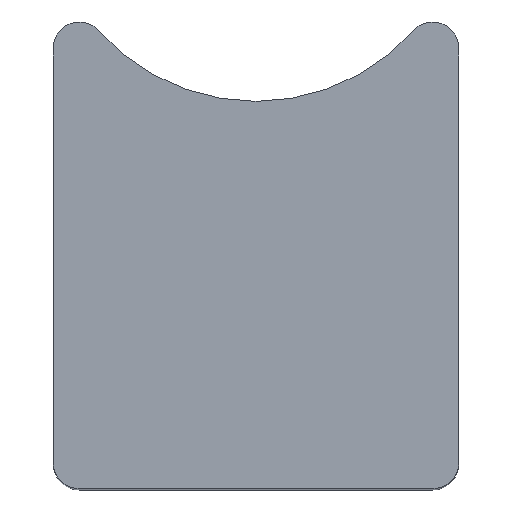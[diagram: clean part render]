
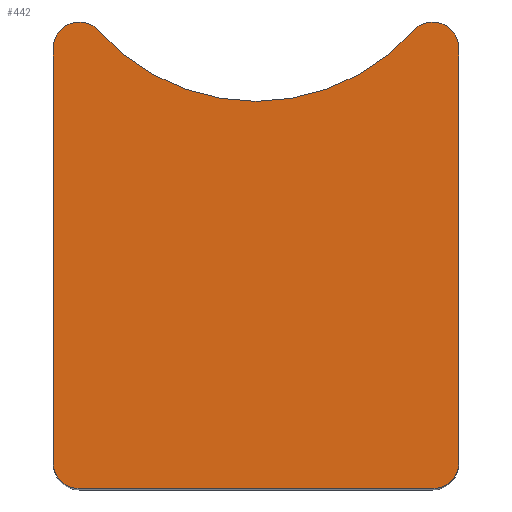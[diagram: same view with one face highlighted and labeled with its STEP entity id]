
A CAD part, top view. The second image highlights one B-rep face of the part: STEP entity #442.
In plain terms, the highlighted planar face has unit normal (0, 0, 1).
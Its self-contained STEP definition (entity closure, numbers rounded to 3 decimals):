
#32 = PLANE('',#33);
#33 = AXIS2_PLACEMENT_3D('',#34,#35,#36);
#34 = CARTESIAN_POINT('',(0.,-11.5,0.));
#35 = DIRECTION('',(-1.,0.,0.));
#36 = DIRECTION('',(0.,1.,0.));
#57 = VERTEX_POINT('',#58);
#58 = CARTESIAN_POINT('',(0.,-11.,15.));
#72 = CYLINDRICAL_SURFACE('',#73,0.5);
#73 = AXIS2_PLACEMENT_3D('',#74,#75,#76);
#74 = CARTESIAN_POINT('',(0.5,-11.,0.));
#75 = DIRECTION('',(0.,0.,1.));
#76 = DIRECTION('',(-1.,0.,0.));
#84 = EDGE_CURVE('',#57,#85,#87,.T.);
#85 = VERTEX_POINT('',#86);
#86 = CARTESIAN_POINT('',(0.,-3.024,15.));
#87 = SURFACE_CURVE('',#88,(#92,#99),.PCURVE_S1.);
#88 = LINE('',#89,#90);
#89 = CARTESIAN_POINT('',(0.,-11.5,15.));
#90 = VECTOR('',#91,1.);
#91 = DIRECTION('',(0.,1.,0.));
#92 = PCURVE('',#32,#93);
#93 = DEFINITIONAL_REPRESENTATION('',(#94),#98);
#94 = LINE('',#95,#96);
#95 = CARTESIAN_POINT('',(0.,-15.));
#96 = VECTOR('',#97,1.);
#97 = DIRECTION('',(1.,0.));
#98 = ( GEOMETRIC_REPRESENTATION_CONTEXT(2) 
PARAMETRIC_REPRESENTATION_CONTEXT() REPRESENTATION_CONTEXT('2D SPACE',''
  ) );
#99 = PCURVE('',#100,#105);
#100 = PLANE('',#101);
#101 = AXIS2_PLACEMENT_3D('',#102,#103,#104);
#102 = CARTESIAN_POINT('',(3.9,-5.75,15.));
#103 = DIRECTION('',(0.,0.,1.));
#104 = DIRECTION('',(1.,0.,0.));
#105 = DEFINITIONAL_REPRESENTATION('',(#106),#110);
#106 = LINE('',#107,#108);
#107 = CARTESIAN_POINT('',(-3.9,-5.75));
#108 = VECTOR('',#109,1.);
#109 = DIRECTION('',(0.,1.));
#110 = ( GEOMETRIC_REPRESENTATION_CONTEXT(2) 
PARAMETRIC_REPRESENTATION_CONTEXT() REPRESENTATION_CONTEXT('2D SPACE',''
  ) );
#126 = CYLINDRICAL_SURFACE('',#127,0.5);
#127 = AXIS2_PLACEMENT_3D('',#128,#129,#130);
#128 = CARTESIAN_POINT('',(0.5,-3.024,0.));
#129 = DIRECTION('',(0.,0.,1.));
#130 = DIRECTION('',(-1.,0.,0.));
#182 = PLANE('',#183);
#183 = AXIS2_PLACEMENT_3D('',#184,#185,#186);
#184 = CARTESIAN_POINT('',(7.8,-11.5,0.));
#185 = DIRECTION('',(0.,-1.,0.));
#186 = DIRECTION('',(-1.,0.,0.));
#211 = CYLINDRICAL_SURFACE('',#212,0.5);
#212 = AXIS2_PLACEMENT_3D('',#213,#214,#215);
#213 = CARTESIAN_POINT('',(7.3,-11.,0.));
#214 = DIRECTION('',(0.,0.,1.));
#215 = DIRECTION('',(0.,-1.,0.));
#239 = PLANE('',#240);
#240 = AXIS2_PLACEMENT_3D('',#241,#242,#243);
#241 = CARTESIAN_POINT('',(7.8,0.,0.));
#242 = DIRECTION('',(1.,0.,0.));
#243 = DIRECTION('',(0.,-1.,0.));
#272 = CYLINDRICAL_SURFACE('',#273,0.5);
#273 = AXIS2_PLACEMENT_3D('',#274,#275,#276);
#274 = CARTESIAN_POINT('',(7.3,-3.024,0.));
#275 = DIRECTION('',(0.,0.,1.));
#276 = DIRECTION('',(-0.747,0.665,0.));
#301 = CYLINDRICAL_SURFACE('',#302,4.05);
#302 = AXIS2_PLACEMENT_3D('',#303,#304,#305);
#303 = CARTESIAN_POINT('',(3.9,0.,15.));
#304 = DIRECTION('',(0.,0.,1.));
#305 = DIRECTION('',(1.,0.,0.));
#344 = VERTEX_POINT('',#345);
#345 = CARTESIAN_POINT('',(0.5,-11.5,15.));
#366 = EDGE_CURVE('',#57,#344,#367,.T.);
#367 = SURFACE_CURVE('',#368,(#373,#380),.PCURVE_S1.);
#368 = CIRCLE('',#369,0.5);
#369 = AXIS2_PLACEMENT_3D('',#370,#371,#372);
#370 = CARTESIAN_POINT('',(0.5,-11.,15.));
#371 = DIRECTION('',(-0.,0.,1.));
#372 = DIRECTION('',(0.,-1.,0.));
#373 = PCURVE('',#72,#374);
#374 = DEFINITIONAL_REPRESENTATION('',(#375),#379);
#375 = LINE('',#376,#377);
#376 = CARTESIAN_POINT('',(-4.712,15.));
#377 = VECTOR('',#378,1.);
#378 = DIRECTION('',(1.,0.));
#379 = ( GEOMETRIC_REPRESENTATION_CONTEXT(2) 
PARAMETRIC_REPRESENTATION_CONTEXT() REPRESENTATION_CONTEXT('2D SPACE',''
  ) );
#380 = PCURVE('',#100,#381);
#381 = DEFINITIONAL_REPRESENTATION('',(#382),#386);
#382 = CIRCLE('',#383,0.5);
#383 = AXIS2_PLACEMENT_2D('',#384,#385);
#384 = CARTESIAN_POINT('',(-3.4,-5.25));
#385 = DIRECTION('',(0.,-1.));
#386 = ( GEOMETRIC_REPRESENTATION_CONTEXT(2) 
PARAMETRIC_REPRESENTATION_CONTEXT() REPRESENTATION_CONTEXT('2D SPACE',''
  ) );
#394 = VERTEX_POINT('',#395);
#395 = CARTESIAN_POINT('',(0.874,-2.691,15.));
#416 = EDGE_CURVE('',#85,#394,#417,.T.);
#417 = SURFACE_CURVE('',#418,(#423,#430),.PCURVE_S1.);
#418 = CIRCLE('',#419,0.5);
#419 = AXIS2_PLACEMENT_3D('',#420,#421,#422);
#420 = CARTESIAN_POINT('',(0.5,-3.024,15.));
#421 = DIRECTION('',(-0.,-0.,-1.));
#422 = DIRECTION('',(0.,-1.,0.));
#423 = PCURVE('',#126,#424);
#424 = DEFINITIONAL_REPRESENTATION('',(#425),#429);
#425 = LINE('',#426,#427);
#426 = CARTESIAN_POINT('',(1.571,15.));
#427 = VECTOR('',#428,1.);
#428 = DIRECTION('',(-1.,0.));
#429 = ( GEOMETRIC_REPRESENTATION_CONTEXT(2) 
PARAMETRIC_REPRESENTATION_CONTEXT() REPRESENTATION_CONTEXT('2D SPACE',''
  ) );
#430 = PCURVE('',#100,#431);
#431 = DEFINITIONAL_REPRESENTATION('',(#432),#440);
#432 = ( BOUNDED_CURVE() B_SPLINE_CURVE(2,(#433,#434,#435,#436,#437,#438
,#439),.UNSPECIFIED.,.T.,.F.) B_SPLINE_CURVE_WITH_KNOTS((1,2,2,2,2,1),(
    -2.094,0.,2.094,4.189,6.283,
8.378),.UNSPECIFIED.) CURVE() GEOMETRIC_REPRESENTATION_ITEM() 
RATIONAL_B_SPLINE_CURVE((1.,0.5,1.,0.5,1.,0.5,1.)) REPRESENTATION_ITEM(
  '') );
#433 = CARTESIAN_POINT('',(-3.4,2.226));
#434 = CARTESIAN_POINT('',(-4.266,2.226));
#435 = CARTESIAN_POINT('',(-3.833,2.976));
#436 = CARTESIAN_POINT('',(-3.4,3.726));
#437 = CARTESIAN_POINT('',(-2.967,2.976));
#438 = CARTESIAN_POINT('',(-2.534,2.226));
#439 = CARTESIAN_POINT('',(-3.4,2.226));
#440 = ( GEOMETRIC_REPRESENTATION_CONTEXT(2) 
PARAMETRIC_REPRESENTATION_CONTEXT() REPRESENTATION_CONTEXT('2D SPACE',''
  ) );
#442 = ADVANCED_FACE('',(#443),#100,.T.);
#443 = FACE_BOUND('',#444,.T.);
#444 = EDGE_LOOP('',(#445,#446,#447,#470,#494,#517,#545,#567));
#445 = ORIENTED_EDGE('',*,*,#84,.F.);
#446 = ORIENTED_EDGE('',*,*,#366,.T.);
#447 = ORIENTED_EDGE('',*,*,#448,.F.);
#448 = EDGE_CURVE('',#449,#344,#451,.T.);
#449 = VERTEX_POINT('',#450);
#450 = CARTESIAN_POINT('',(7.3,-11.5,15.));
#451 = SURFACE_CURVE('',#452,(#456,#463),.PCURVE_S1.);
#452 = LINE('',#453,#454);
#453 = CARTESIAN_POINT('',(7.8,-11.5,15.));
#454 = VECTOR('',#455,1.);
#455 = DIRECTION('',(-1.,0.,0.));
#456 = PCURVE('',#100,#457);
#457 = DEFINITIONAL_REPRESENTATION('',(#458),#462);
#458 = LINE('',#459,#460);
#459 = CARTESIAN_POINT('',(3.9,-5.75));
#460 = VECTOR('',#461,1.);
#461 = DIRECTION('',(-1.,0.));
#462 = ( GEOMETRIC_REPRESENTATION_CONTEXT(2) 
PARAMETRIC_REPRESENTATION_CONTEXT() REPRESENTATION_CONTEXT('2D SPACE',''
  ) );
#463 = PCURVE('',#182,#464);
#464 = DEFINITIONAL_REPRESENTATION('',(#465),#469);
#465 = LINE('',#466,#467);
#466 = CARTESIAN_POINT('',(0.,-15.));
#467 = VECTOR('',#468,1.);
#468 = DIRECTION('',(1.,0.));
#469 = ( GEOMETRIC_REPRESENTATION_CONTEXT(2) 
PARAMETRIC_REPRESENTATION_CONTEXT() REPRESENTATION_CONTEXT('2D SPACE',''
  ) );
#470 = ORIENTED_EDGE('',*,*,#471,.T.);
#471 = EDGE_CURVE('',#449,#472,#474,.T.);
#472 = VERTEX_POINT('',#473);
#473 = CARTESIAN_POINT('',(7.8,-11.,15.));
#474 = SURFACE_CURVE('',#475,(#480,#487),.PCURVE_S1.);
#475 = CIRCLE('',#476,0.5);
#476 = AXIS2_PLACEMENT_3D('',#477,#478,#479);
#477 = CARTESIAN_POINT('',(7.3,-11.,15.));
#478 = DIRECTION('',(-0.,0.,1.));
#479 = DIRECTION('',(0.,-1.,0.));
#480 = PCURVE('',#100,#481);
#481 = DEFINITIONAL_REPRESENTATION('',(#482),#486);
#482 = CIRCLE('',#483,0.5);
#483 = AXIS2_PLACEMENT_2D('',#484,#485);
#484 = CARTESIAN_POINT('',(3.4,-5.25));
#485 = DIRECTION('',(0.,-1.));
#486 = ( GEOMETRIC_REPRESENTATION_CONTEXT(2) 
PARAMETRIC_REPRESENTATION_CONTEXT() REPRESENTATION_CONTEXT('2D SPACE',''
  ) );
#487 = PCURVE('',#211,#488);
#488 = DEFINITIONAL_REPRESENTATION('',(#489),#493);
#489 = LINE('',#490,#491);
#490 = CARTESIAN_POINT('',(0.,15.));
#491 = VECTOR('',#492,1.);
#492 = DIRECTION('',(1.,0.));
#493 = ( GEOMETRIC_REPRESENTATION_CONTEXT(2) 
PARAMETRIC_REPRESENTATION_CONTEXT() REPRESENTATION_CONTEXT('2D SPACE',''
  ) );
#494 = ORIENTED_EDGE('',*,*,#495,.F.);
#495 = EDGE_CURVE('',#496,#472,#498,.T.);
#496 = VERTEX_POINT('',#497);
#497 = CARTESIAN_POINT('',(7.8,-3.024,15.));
#498 = SURFACE_CURVE('',#499,(#503,#510),.PCURVE_S1.);
#499 = LINE('',#500,#501);
#500 = CARTESIAN_POINT('',(7.8,0.,15.));
#501 = VECTOR('',#502,1.);
#502 = DIRECTION('',(0.,-1.,0.));
#503 = PCURVE('',#100,#504);
#504 = DEFINITIONAL_REPRESENTATION('',(#505),#509);
#505 = LINE('',#506,#507);
#506 = CARTESIAN_POINT('',(3.9,5.75));
#507 = VECTOR('',#508,1.);
#508 = DIRECTION('',(0.,-1.));
#509 = ( GEOMETRIC_REPRESENTATION_CONTEXT(2) 
PARAMETRIC_REPRESENTATION_CONTEXT() REPRESENTATION_CONTEXT('2D SPACE',''
  ) );
#510 = PCURVE('',#239,#511);
#511 = DEFINITIONAL_REPRESENTATION('',(#512),#516);
#512 = LINE('',#513,#514);
#513 = CARTESIAN_POINT('',(0.,-15.));
#514 = VECTOR('',#515,1.);
#515 = DIRECTION('',(1.,0.));
#516 = ( GEOMETRIC_REPRESENTATION_CONTEXT(2) 
PARAMETRIC_REPRESENTATION_CONTEXT() REPRESENTATION_CONTEXT('2D SPACE',''
  ) );
#517 = ORIENTED_EDGE('',*,*,#518,.F.);
#518 = EDGE_CURVE('',#519,#496,#521,.T.);
#519 = VERTEX_POINT('',#520);
#520 = CARTESIAN_POINT('',(6.926,-2.691,15.));
#521 = SURFACE_CURVE('',#522,(#527,#538),.PCURVE_S1.);
#522 = CIRCLE('',#523,0.5);
#523 = AXIS2_PLACEMENT_3D('',#524,#525,#526);
#524 = CARTESIAN_POINT('',(7.3,-3.024,15.));
#525 = DIRECTION('',(-0.,-0.,-1.));
#526 = DIRECTION('',(0.,-1.,0.));
#527 = PCURVE('',#100,#528);
#528 = DEFINITIONAL_REPRESENTATION('',(#529),#537);
#529 = ( BOUNDED_CURVE() B_SPLINE_CURVE(2,(#530,#531,#532,#533,#534,#535
,#536),.UNSPECIFIED.,.T.,.F.) B_SPLINE_CURVE_WITH_KNOTS((1,2,2,2,2,1),(
    -2.094,0.,2.094,4.189,6.283,
8.378),.UNSPECIFIED.) CURVE() GEOMETRIC_REPRESENTATION_ITEM() 
RATIONAL_B_SPLINE_CURVE((1.,0.5,1.,0.5,1.,0.5,1.)) REPRESENTATION_ITEM(
  '') );
#530 = CARTESIAN_POINT('',(3.4,2.226));
#531 = CARTESIAN_POINT('',(2.534,2.226));
#532 = CARTESIAN_POINT('',(2.967,2.976));
#533 = CARTESIAN_POINT('',(3.4,3.726));
#534 = CARTESIAN_POINT('',(3.833,2.976));
#535 = CARTESIAN_POINT('',(4.266,2.226));
#536 = CARTESIAN_POINT('',(3.4,2.226));
#537 = ( GEOMETRIC_REPRESENTATION_CONTEXT(2) 
PARAMETRIC_REPRESENTATION_CONTEXT() REPRESENTATION_CONTEXT('2D SPACE',''
  ) );
#538 = PCURVE('',#272,#539);
#539 = DEFINITIONAL_REPRESENTATION('',(#540),#544);
#540 = LINE('',#541,#542);
#541 = CARTESIAN_POINT('',(2.298,15.));
#542 = VECTOR('',#543,1.);
#543 = DIRECTION('',(-1.,0.));
#544 = ( GEOMETRIC_REPRESENTATION_CONTEXT(2) 
PARAMETRIC_REPRESENTATION_CONTEXT() REPRESENTATION_CONTEXT('2D SPACE',''
  ) );
#545 = ORIENTED_EDGE('',*,*,#546,.F.);
#546 = EDGE_CURVE('',#394,#519,#547,.T.);
#547 = SURFACE_CURVE('',#548,(#553,#560),.PCURVE_S1.);
#548 = CIRCLE('',#549,4.05);
#549 = AXIS2_PLACEMENT_3D('',#550,#551,#552);
#550 = CARTESIAN_POINT('',(3.9,0.,15.));
#551 = DIRECTION('',(0.,0.,1.));
#552 = DIRECTION('',(1.,0.,0.));
#553 = PCURVE('',#100,#554);
#554 = DEFINITIONAL_REPRESENTATION('',(#555),#559);
#555 = CIRCLE('',#556,4.05);
#556 = AXIS2_PLACEMENT_2D('',#557,#558);
#557 = CARTESIAN_POINT('',(0.,5.75));
#558 = DIRECTION('',(1.,0.));
#559 = ( GEOMETRIC_REPRESENTATION_CONTEXT(2) 
PARAMETRIC_REPRESENTATION_CONTEXT() REPRESENTATION_CONTEXT('2D SPACE',''
  ) );
#560 = PCURVE('',#301,#561);
#561 = DEFINITIONAL_REPRESENTATION('',(#562),#566);
#562 = LINE('',#563,#564);
#563 = CARTESIAN_POINT('',(0.,0.));
#564 = VECTOR('',#565,1.);
#565 = DIRECTION('',(1.,0.));
#566 = ( GEOMETRIC_REPRESENTATION_CONTEXT(2) 
PARAMETRIC_REPRESENTATION_CONTEXT() REPRESENTATION_CONTEXT('2D SPACE',''
  ) );
#567 = ORIENTED_EDGE('',*,*,#416,.F.);
